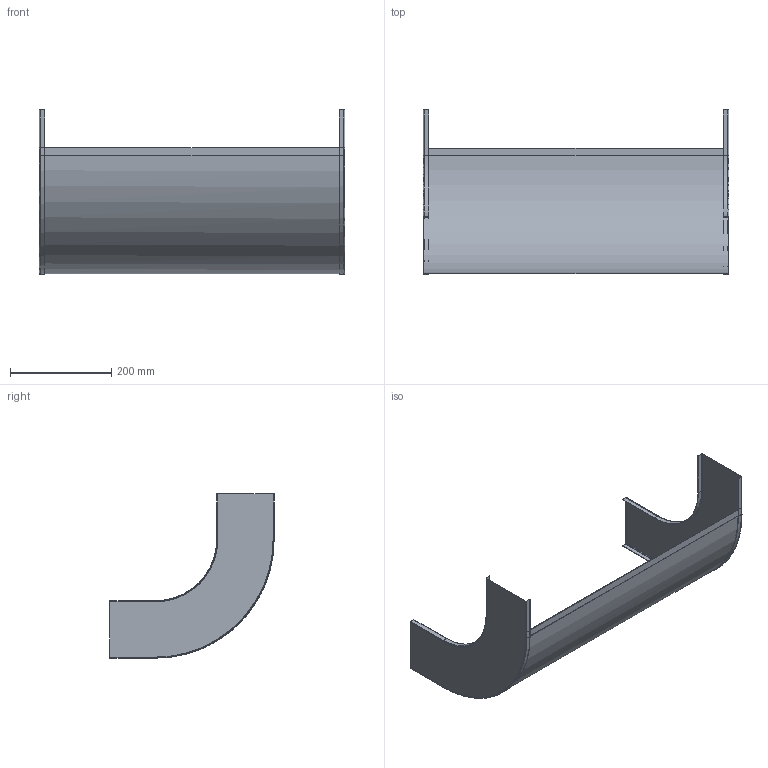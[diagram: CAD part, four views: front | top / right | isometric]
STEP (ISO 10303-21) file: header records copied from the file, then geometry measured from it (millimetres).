
FILE_DESCRIPTION(/* description */ (''),/* implementation_level */ '2;1');
FILE_NAME(/* name */ '7007334',/* time_stamp */ '2014-10-10T16:06:28+02:00',/* author */ (''),/* organization */ (''),/* preprocessor_version */ 'ST-DEVELOPER v15',/* originating_system */ '',/* authorisation */ '');
FILE_SCHEMA (('AUTOMOTIVE_DESIGN'));
Length unit declared in the file: millimetre
Products named in the file (2): Document; Block 02
Assembly tree (1 placements, depth 2):
  Document
    Block 02
Bounding box: 603 x 323.75 x 323.75 mm (x, y, z)
Volume: 358045.4 mm3; surface area: 720443 mm2
Topology: 3 solids, 3 shells, 70 faces, 176 edges, 112 vertices
Faces by surface type: plane 36, bspline 34
Entity records: 2773 total; most frequent: CARTESIAN_POINT 1656, ORIENTED_EDGE 352, EDGE_CURVE 176, VERTEX_POINT 112, B_SPLINE_CURVE_WITH_KNOTS 104, ADVANCED_FACE 70, FACE_OUTER_BOUND 70, EDGE_LOOP 70
